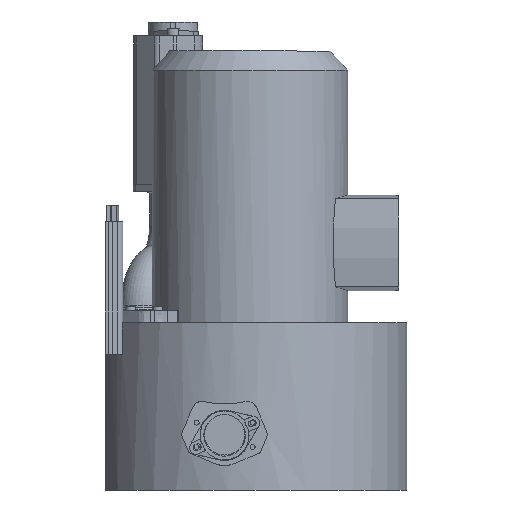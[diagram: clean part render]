
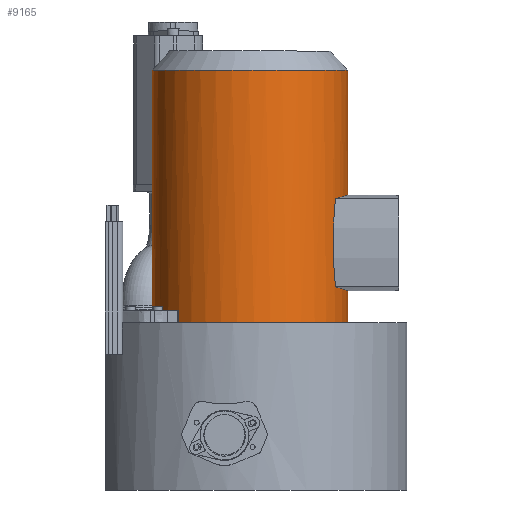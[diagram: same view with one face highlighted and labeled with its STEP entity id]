
A CAD part, front view. The second image highlights one B-rep face of the part: STEP entity #9165.
In plain terms, the highlighted cylindrical face has radius 132.948 mm (diameter 265.895 mm), a partial arc.
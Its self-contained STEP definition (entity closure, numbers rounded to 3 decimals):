
#184=DIRECTION('',(0.,0.,1.));
#185=VECTOR('',#184,43.733);
#186=CARTESIAN_POINT('',(132.948,0.,
91.246));
#187=LINE('',#186,#185);
#188=CARTESIAN_POINT('',(132.948,0.,
134.979));
#216=CARTESIAN_POINT('',(132.948,0.,
264.92));
#218=DIRECTION('',(0.,0.,1.));
#219=VECTOR('',#218,169.523);
#220=CARTESIAN_POINT('',(132.948,0.,
264.92));
#221=LINE('',#220,#219);
#929=CARTESIAN_POINT('',(0.,0.,91.246));
#930=DIRECTION('',(0.,0.,1.));
#931=DIRECTION('',(-1.,0.,0.));
#932=AXIS2_PLACEMENT_3D('',#929,#930,#931);
#1061=CARTESIAN_POINT('',(0.,0.,91.246));
#1062=DIRECTION('',(0.,0.,1.));
#1063=DIRECTION('',(-0.725,-0.688,0.));
#1064=AXIS2_PLACEMENT_3D('',#1061,#1062,#1063);
#2578=CARTESIAN_POINT('',(116.031,-64.898,259.872));
#2579=CARTESIAN_POINT('',(115.496,-65.855,254.958));
#2580=CARTESIAN_POINT('',(114.528,-67.531,245.089));
#2581=CARTESIAN_POINT('',(113.438,-69.338,230.136));
#2582=CARTESIAN_POINT('',(112.763,-70.426,215.091));
#2583=CARTESIAN_POINT('',(112.533,-70.791,199.998));
#2584=CARTESIAN_POINT('',(112.76,-70.431,184.904));
#2585=CARTESIAN_POINT('',(113.433,-69.347,169.859));
#2586=CARTESIAN_POINT('',(114.52,-67.545,154.906));
#2587=CARTESIAN_POINT('',(115.487,-65.872,145.036));
#2588=CARTESIAN_POINT('',(116.021,-64.917,140.121));
#2590=CARTESIAN_POINT('',(116.021,-64.917,140.121));
#2591=CARTESIAN_POINT('',(117.395,-62.462,139.763));
#2592=CARTESIAN_POINT('',(119.987,-57.462,139.072));
#2593=CARTESIAN_POINT('',(123.396,-49.723,138.126));
#2594=CARTESIAN_POINT('',(126.309,-41.772,137.284));
#2595=CARTESIAN_POINT('',(128.714,-33.642,136.556));
#2596=CARTESIAN_POINT('',(130.598,-25.363,135.952));
#2597=CARTESIAN_POINT('',(131.951,-16.972,135.481));
#2598=CARTESIAN_POINT('',(132.766,-8.505,135.147));
#2599=CARTESIAN_POINT('',(132.948,-2.835,135.019));
#2600=CARTESIAN_POINT('',(132.948,0.,
134.979));
#2602=DIRECTION('',(0.,0.,1.));
#2603=VECTOR('',#2602,343.256);
#2604=CARTESIAN_POINT('',(-132.948,0.,
91.246));
#2605=LINE('',#2604,#2603);
#2606=CARTESIAN_POINT('',(-132.948,0.,
434.502));
#2607=CARTESIAN_POINT('',(-132.954,-7.229,
434.504));
#2608=CARTESIAN_POINT('',(-131.72,-22.239,
434.508));
#2609=CARTESIAN_POINT('',(-126.026,-44.456,
434.514));
#2610=CARTESIAN_POINT('',(-116.277,-65.872,
434.518));
#2611=CARTESIAN_POINT('',(-102.913,-85.253,
434.521));
#2612=CARTESIAN_POINT('',(-86.365,-101.981,
434.523));
#2613=CARTESIAN_POINT('',(-67.143,-115.546,
434.523));
#2614=CARTESIAN_POINT('',(-45.837,-125.532,
434.521));
#2615=CARTESIAN_POINT('',(-23.109,-131.625,
434.518));
#2616=CARTESIAN_POINT('',(0.335,-133.638,
434.514));
#2617=CARTESIAN_POINT('',(23.768,-131.508,434.508));
#2618=CARTESIAN_POINT('',(46.465,-125.3,434.501));
#2619=CARTESIAN_POINT('',(67.72,-115.209,434.493));
#2620=CARTESIAN_POINT('',(86.875,-101.547,434.485));
#2621=CARTESIAN_POINT('',(103.339,-84.737,434.476));
#2622=CARTESIAN_POINT('',(116.605,-65.289,434.467));
#2623=CARTESIAN_POINT('',(126.247,-43.825,434.458));
#2624=CARTESIAN_POINT('',(131.775,-21.796,434.45));
#2625=CARTESIAN_POINT('',(132.953,-7.008,434.446));
#2626=CARTESIAN_POINT('',(132.948,0.,434.443));
#2628=CARTESIAN_POINT('',(132.948,0.,
264.92));
#2629=CARTESIAN_POINT('',(132.948,-2.834,264.88));
#2630=CARTESIAN_POINT('',(132.766,-8.502,264.753));
#2631=CARTESIAN_POINT('',(131.952,-16.966,264.423));
#2632=CARTESIAN_POINT('',(130.6,-25.354,263.958));
#2633=CARTESIAN_POINT('',(128.717,-33.631,263.363));
#2634=CARTESIAN_POINT('',(126.314,-41.758,262.647));
#2635=CARTESIAN_POINT('',(123.403,-49.706,261.821));
#2636=CARTESIAN_POINT('',(119.996,-57.444,260.896));
#2637=CARTESIAN_POINT('',(117.405,-62.443,260.221));
#2638=CARTESIAN_POINT('',(116.031,-64.898,259.872));
#2686=DIRECTION('',(0.,0.,-1.));
#2687=VECTOR('',#2686,16.562);
#2688=CARTESIAN_POINT('',(-96.424,-91.529,
107.808));
#2689=LINE('',#2688,#2687);
#2706=DIRECTION('',(0.,0.,1.));
#2707=VECTOR('',#2706,16.562);
#2708=CARTESIAN_POINT('',(-132.671,-8.569,
91.246));
#2709=LINE('',#2708,#2707);
#2734=CARTESIAN_POINT('',(0.,0.,107.806));
#2735=DIRECTION('',(0.,0.,1.));
#2736=DIRECTION('',(-0.998,-0.064,0.));
#2737=AXIS2_PLACEMENT_3D('',#2734,#2735,#2736);
#5906=CARTESIAN_POINT('',(132.948,0.,
91.246));
#5908=VERTEX_POINT('',#5906);
#5910=CARTESIAN_POINT('',(-132.948,0.,
91.246));
#5911=VERTEX_POINT('',#5910);
#5912=CARTESIAN_POINT('',(-132.671,-8.569,
91.246));
#5913=VERTEX_POINT('',#5912);
#5914=CARTESIAN_POINT('',(-96.424,-91.529,
91.246));
#5915=VERTEX_POINT('',#5914);
#5916=CARTESIAN_POINT('',(-132.671,-8.569,
107.806));
#5917=CARTESIAN_POINT('',(-96.424,-91.529,
107.806));
#5918=VERTEX_POINT('',#5916);
#5919=VERTEX_POINT('',#5917);
#5924=VERTEX_POINT('',#2606);
#5925=VERTEX_POINT('',#2626);
#5930=VERTEX_POINT('',#188);
#5933=VERTEX_POINT('',#216);
#5934=VERTEX_POINT('',#2578);
#5935=VERTEX_POINT('',#2588);
#9139=CARTESIAN_POINT('',(0.,0.,91.246));
#9140=DIRECTION('',(0.,0.,1.));
#9141=DIRECTION('',(1.,0.,0.));
#9142=AXIS2_PLACEMENT_3D('',#9139,#9140,#9141);
#9143=CYLINDRICAL_SURFACE('',#9142,132.948);
#9145=ORIENTED_EDGE('',*,*,#9144,.T.);
#9147=ORIENTED_EDGE('',*,*,#9146,.T.);
#9148=ORIENTED_EDGE('',*,*,#6319,.F.);
#9149=ORIENTED_EDGE('',*,*,#7164,.F.);
#9151=ORIENTED_EDGE('',*,*,#9150,.F.);
#9153=ORIENTED_EDGE('',*,*,#9152,.F.);
#9155=ORIENTED_EDGE('',*,*,#9154,.F.);
#9156=ORIENTED_EDGE('',*,*,#7152,.F.);
#9157=ORIENTED_EDGE('',*,*,#6331,.T.);
#9159=ORIENTED_EDGE('',*,*,#9158,.T.);
#9160=ORIENTED_EDGE('',*,*,#6327,.F.);
#9162=ORIENTED_EDGE('',*,*,#9161,.T.);
#9163=EDGE_LOOP('',(#9145,#9147,#9148,#9149,#9151,#9153,#9155,#9156,#9157,#9159,
#9160,#9162));
#9164=FACE_OUTER_BOUND('',#9163,.F.);
#9165=ADVANCED_FACE('',(#9164),#9143,.T.);
#933=CIRCLE('',#932,132.948);
#1065=CIRCLE('',#1064,132.948);
#2589=B_SPLINE_CURVE_WITH_KNOTS('',3,(#2578,#2579,#2580,#2581,#2582,#2583,#2584,
#2585,#2586,#2587,#2588),.UNSPECIFIED.,.F.,.F.,(4,1,1,1,1,1,1,1,4),(0.,
0.125,0.25,0.375,0.5,0.625,0.75,0.875,1.),.UNSPECIFIED.);
#2601=B_SPLINE_CURVE_WITH_KNOTS('',3,(#2590,#2591,#2592,#2593,#2594,#2595,#2596,
#2597,#2598,#2599,#2600),.UNSPECIFIED.,.F.,.F.,(4,1,1,1,1,1,1,1,4),(0.,
0.125,0.25,0.375,0.5,0.625,0.75,0.875,1.),.UNSPECIFIED.);
#2627=B_SPLINE_CURVE_WITH_KNOTS('',3,(#2606,#2607,#2608,#2609,#2610,#2611,#2612,
#2613,#2614,#2615,#2616,#2617,#2618,#2619,#2620,#2621,#2622,#2623,#2624,#2625,
#2626),.UNSPECIFIED.,.F.,.F.,(4,1,1,1,1,1,1,1,1,1,1,1,1,1,1,1,1,1,4),(0.,
0.052,0.108,0.164,0.22,
0.277,0.333,0.389,0.445,
0.501,0.557,0.613,0.669,
0.725,0.781,0.837,0.893,
0.949,1.),.UNSPECIFIED.);
#2639=B_SPLINE_CURVE_WITH_KNOTS('',3,(#2628,#2629,#2630,#2631,#2632,#2633,#2634,
#2635,#2636,#2637,#2638),.UNSPECIFIED.,.F.,.F.,(4,1,1,1,1,1,1,1,4),(0.,
0.125,0.25,0.375,0.5,0.625,0.75,0.875,1.),.UNSPECIFIED.);
#2738=CIRCLE('',#2737,132.948);
#6319=EDGE_CURVE('',#5908,#5930,#187,.T.);
#6327=EDGE_CURVE('',#5933,#5925,#221,.T.);
#6331=EDGE_CURVE('',#5911,#5924,#2605,.T.);
#7152=EDGE_CURVE('',#5911,#5913,#933,.T.);
#7164=EDGE_CURVE('',#5915,#5908,#1065,.T.);
#9144=EDGE_CURVE('',#5934,#5935,#2589,.T.);
#9146=EDGE_CURVE('',#5935,#5930,#2601,.T.);
#9150=EDGE_CURVE('',#5919,#5915,#2689,.T.);
#9152=EDGE_CURVE('',#5918,#5919,#2738,.T.);
#9154=EDGE_CURVE('',#5913,#5918,#2709,.T.);
#9158=EDGE_CURVE('',#5924,#5925,#2627,.T.);
#9161=EDGE_CURVE('',#5933,#5934,#2639,.T.);
